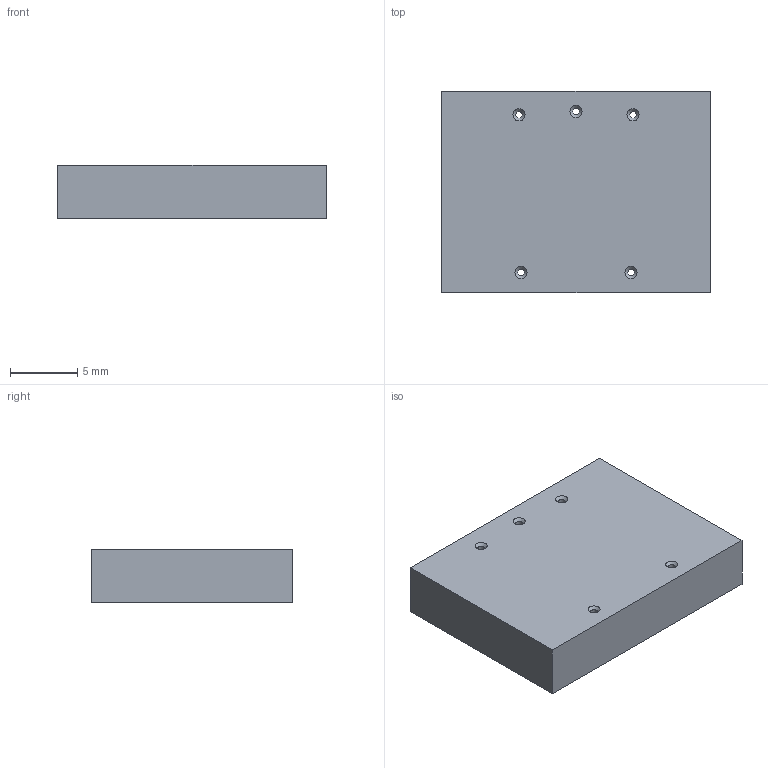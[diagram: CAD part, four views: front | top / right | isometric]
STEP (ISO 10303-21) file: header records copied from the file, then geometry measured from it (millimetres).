
FILE_DESCRIPTION(('HOOPS Exchange Step'),'2;1');
FILE_NAME('temp_export','2021-06-02T13:17:04+02:00',('yushenzhang'),('Shapr3D Limited'),'HOOPS Exchange 2021.1','Shapr3D','Authorized');
FILE_SCHEMA( ('AP203_CONFIGURATION_CONTROLLED_3D_DESIGN_OF_MECHANICAL_PARTS_AND_ASSEMBLIES_MIM_LF') );
Length unit declared in the file: millimetre
Products named in the file (1): A27BEB4A-3845-4083-BEFE-BBB39C78DFE9.tmp
Bounding box: 20 x 15 x 4 mm (x, y, z)
Volume: 1144.9 mm3; surface area: 998.2 mm2
Topology: 1 solids, 1 shells, 46 faces, 143 edges, 95 vertices
Faces by surface type: plane 28, cylinder 13, cone 5
Full cylindrical faces by diameter (mm): 0.5 x5
Entity records: 1652 total; most frequent: DIRECTION 286, ORIENTED_EDGE 286, CARTESIAN_POINT 285, EDGE_CURVE 143, AXIS2_PLACEMENT_3D 96, VERTEX_POINT 95, VECTOR 94, LINE 94
